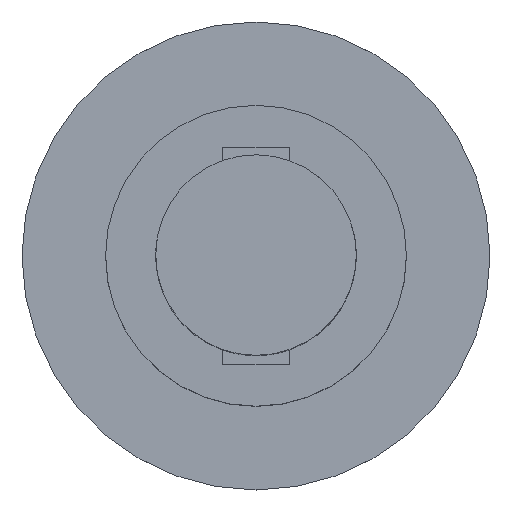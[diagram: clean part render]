
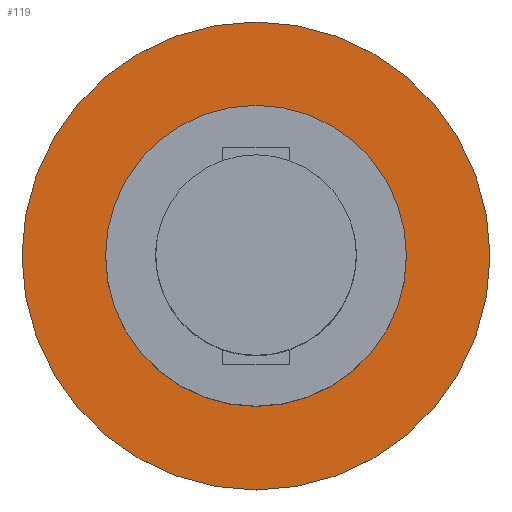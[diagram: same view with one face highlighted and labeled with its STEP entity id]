
A CAD part, top view. The second image highlights one B-rep face of the part: STEP entity #119.
In plain terms, the highlighted face is planar.
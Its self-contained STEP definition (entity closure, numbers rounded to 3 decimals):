
#119=ADVANCED_FACE('',(#237,#238),#143,.F.);
#143=PLANE('',#567);
#237=FACE_BOUND('',#281,.T.);
#238=FACE_BOUND('',#282,.T.);
#281=EDGE_LOOP('',(#393));
#282=EDGE_LOOP('',(#394));
#393=ORIENTED_EDGE('',*,*,#497,.F.);
#394=ORIENTED_EDGE('',*,*,#498,.F.);
#441=VERTEX_POINT('',#834);
#442=VERTEX_POINT('',#837);
#497=EDGE_CURVE('',#441,#441,#519,.T.);
#498=EDGE_CURVE('',#442,#442,#520,.T.);
#519=CIRCLE('',#564,70.);
#520=CIRCLE('',#566,45.);
#564=AXIS2_PLACEMENT_3D('',#833,#692,#693);
#566=AXIS2_PLACEMENT_3D('',#836,#696,#697);
#567=AXIS2_PLACEMENT_3D('',#838,#698,#699);
#692=DIRECTION('',(0.,0.,1.));
#693=DIRECTION('',(1.,0.,0.));
#696=DIRECTION('',(0.,0.,-1.));
#697=DIRECTION('',(-1.,0.,0.));
#698=DIRECTION('',(0.,0.,1.));
#699=DIRECTION('',(1.,0.,0.));
#833=CARTESIAN_POINT('',(0.,0.,68.5));
#834=CARTESIAN_POINT('',(70.,0.,68.5));
#836=CARTESIAN_POINT('',(0.,0.,68.5));
#837=CARTESIAN_POINT('',(-45.,0.,68.5));
#838=CARTESIAN_POINT('',(0.,0.,68.5));
